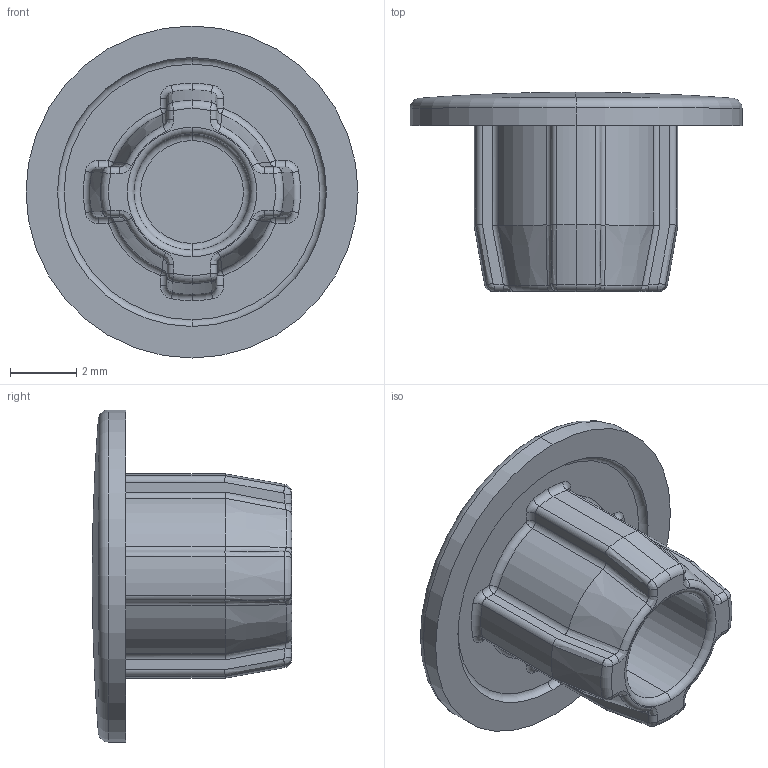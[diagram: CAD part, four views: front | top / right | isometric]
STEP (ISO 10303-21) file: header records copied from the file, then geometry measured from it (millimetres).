
FILE_DESCRIPTION((''),'2;1');
FILE_NAME('12161_POKROVCEK_TECAJ_AL','2022-09-19T08:20:36',('PredragRovcanin'),('Audax d.o.o.'),'CREO PARAMETRIC BY PTC INC, 2020281','CREO PARAMETRIC BY PTC INC, 2020281','');
FILE_SCHEMA(('AP242_MANAGED_MODEL_BASED_3D_ENGINEERING_MIM_LF { 1 0 10303 442 1 1 4 }'));
Length unit declared in the file: millimetre
Products named in the file (1): 12161_POKROVCEK_TECAJ_AL
Bounding box: 10 x 6 x 10 mm (x, y, z)
Volume: 127.1 mm3; surface area: 328 mm2
Topology: 1 solids, 1 shells, 146 faces, 334 edges, 184 vertices
Faces by surface type: cylinder 46, torus 36, bspline 34, plane 12, cone 10, sphere 8
Entity records: 6131 total; most frequent: CARTESIAN_POINT 1609, ORIENTED_EDGE 646, DIRECTION 641, EDGE_CURVE 323, COLOUR_RGB 321, AXIS2_PLACEMENT_3D 276, VERTEX_POINT 182, CIRCLE 163
